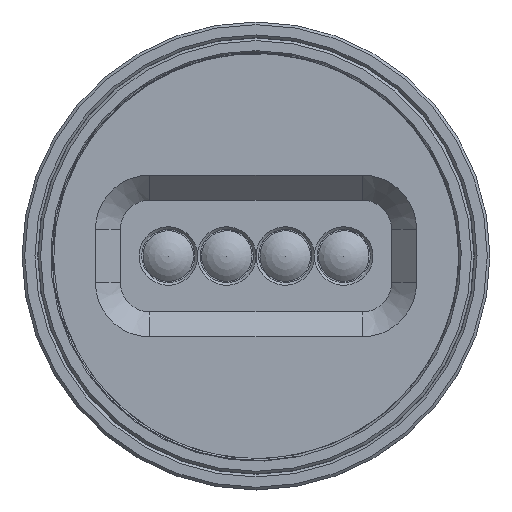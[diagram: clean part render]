
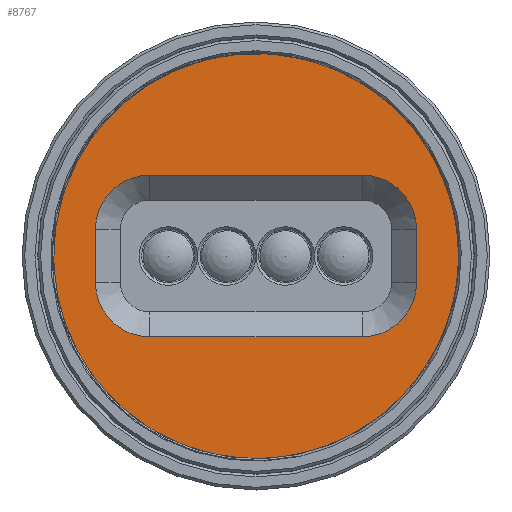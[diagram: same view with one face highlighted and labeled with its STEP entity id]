
A CAD part, top view. The second image highlights one B-rep face of the part: STEP entity #8767.
In plain terms, the highlighted planar face has unit normal (0, 0, 1).
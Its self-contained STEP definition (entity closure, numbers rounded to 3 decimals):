
#316=B_SPLINE_CURVE_WITH_KNOTS('',3,(#18682,#18683,#18684,#18685,#18686,
#18687,#18688),.UNSPECIFIED.,.F.,.F.,(4,1,1,1,4),(0.,
0.019,0.038,0.056,0.075),
 .UNSPECIFIED.);
#318=B_SPLINE_CURVE_WITH_KNOTS('',3,(#19100,#19101,#19102,#19103,#19104,
#19105,#19106),.UNSPECIFIED.,.F.,.F.,(4,1,1,1,4),(0.,0.019,
0.038,0.056,0.075),.UNSPECIFIED.);
#784=LINE('',#19125,#1364);
#785=LINE('',#19130,#1365);
#786=LINE('',#19134,#1366);
#787=LINE('',#19138,#1367);
#1364=VECTOR('',#12040,1000.);
#1365=VECTOR('',#12043,1000.);
#1366=VECTOR('',#12046,1000.);
#1367=VECTOR('',#12049,1000.);
#1913=PLANE('',#9760);
#3832=ORIENTED_EDGE('',*,*,#5350,.T.);
#3833=ORIENTED_EDGE('',*,*,#5351,.T.);
#3834=ORIENTED_EDGE('',*,*,#5352,.T.);
#3835=ORIENTED_EDGE('',*,*,#5353,.T.);
#3836=ORIENTED_EDGE('',*,*,#5354,.T.);
#3837=ORIENTED_EDGE('',*,*,#5355,.T.);
#3838=ORIENTED_EDGE('',*,*,#5356,.T.);
#3839=ORIENTED_EDGE('',*,*,#5357,.T.);
#3840=ORIENTED_EDGE('',*,*,#5347,.F.);
#3841=ORIENTED_EDGE('',*,*,#5341,.F.);
#3842=ORIENTED_EDGE('',*,*,#5345,.F.);
#5341=EDGE_CURVE('',#6238,#6240,#316,.T.);
#5345=EDGE_CURVE('',#6243,#6238,#318,.T.);
#5347=EDGE_CURVE('',#6240,#6243,#6781,.T.);
#5350=EDGE_CURVE('',#6245,#6246,#784,.T.);
#5351=EDGE_CURVE('',#6246,#6247,#6784,.F.);
#5352=EDGE_CURVE('',#6247,#6248,#785,.T.);
#5353=EDGE_CURVE('',#6248,#6249,#6785,.F.);
#5354=EDGE_CURVE('',#6249,#6250,#786,.T.);
#5355=EDGE_CURVE('',#6250,#6251,#6786,.F.);
#5356=EDGE_CURVE('',#6251,#6252,#787,.T.);
#5357=EDGE_CURVE('',#6252,#6245,#6787,.F.);
#6238=VERTEX_POINT('',#18680);
#6240=VERTEX_POINT('',#18689);
#6243=VERTEX_POINT('',#19099);
#6245=VERTEX_POINT('',#19126);
#6246=VERTEX_POINT('',#19127);
#6247=VERTEX_POINT('',#19129);
#6248=VERTEX_POINT('',#19131);
#6249=VERTEX_POINT('',#19133);
#6250=VERTEX_POINT('',#19135);
#6251=VERTEX_POINT('',#19137);
#6252=VERTEX_POINT('',#19139);
#6781=CIRCLE('',#9756,38.1);
#6784=CIRCLE('',#9761,10.2);
#6785=CIRCLE('',#9762,10.2);
#6786=CIRCLE('',#9763,10.2);
#6787=CIRCLE('',#9764,10.2);
#7452=EDGE_LOOP('',(#3832,#3833,#3834,#3835,#3836,#3837,#3838,#3839));
#7453=EDGE_LOOP('',(#3840,#3841,#3842));
#8157=FACE_BOUND('',#7452,.T.);
#8158=FACE_BOUND('',#7453,.T.);
#8767=ADVANCED_FACE('',(#8157,#8158),#1913,.T.);
#9756=AXIS2_PLACEMENT_3D('',#19119,#12030,#12031);
#9760=AXIS2_PLACEMENT_3D('',#19124,#12038,#12039);
#9761=AXIS2_PLACEMENT_3D('',#19128,#12041,#12042);
#9762=AXIS2_PLACEMENT_3D('',#19132,#12044,#12045);
#9763=AXIS2_PLACEMENT_3D('',#19136,#12047,#12048);
#9764=AXIS2_PLACEMENT_3D('',#19140,#12050,#12051);
#12030=DIRECTION('',(0.,0.,-1.));
#12031=DIRECTION('',(1.,0.,0.));
#12038=DIRECTION('',(0.,0.,1.));
#12039=DIRECTION('',(0.,-1.,0.));
#12040=DIRECTION('',(1.,0.,0.));
#12041=DIRECTION('',(0.,0.,1.));
#12042=DIRECTION('',(0.,-1.,0.));
#12043=DIRECTION('',(0.,-1.,0.));
#12044=DIRECTION('',(0.,0.,1.));
#12045=DIRECTION('',(0.,-1.,0.));
#12046=DIRECTION('',(-1.,0.,0.));
#12047=DIRECTION('',(0.,0.,1.));
#12048=DIRECTION('',(0.,-1.,0.));
#12049=DIRECTION('',(0.,1.,0.));
#12050=DIRECTION('',(0.,0.,1.));
#12051=DIRECTION('',(0.,-1.,0.));
#18680=CARTESIAN_POINT('',(38.506,0.,6.));
#18682=CARTESIAN_POINT('',(38.506,0.,6.));
#18683=CARTESIAN_POINT('',(38.474,-6.27,6.));
#18684=CARTESIAN_POINT('',(35.28,-18.78,6.));
#18685=CARTESIAN_POINT('',(22.231,-33.105,6.));
#18686=CARTESIAN_POINT('',(3.954,-39.576,6.));
#18687=CARTESIAN_POINT('',(-8.81,-37.63,6.));
#18688=CARTESIAN_POINT('',(-14.589,-35.196,6.));
#18689=CARTESIAN_POINT('',(-14.589,-35.196,6.));
#19099=CARTESIAN_POINT('',(-14.589,35.196,6.));
#19100=CARTESIAN_POINT('',(-14.589,35.196,6.));
#19101=CARTESIAN_POINT('',(-8.81,37.629,6.));
#19102=CARTESIAN_POINT('',(3.956,39.576,6.));
#19103=CARTESIAN_POINT('',(22.231,33.105,6.));
#19104=CARTESIAN_POINT('',(35.279,18.782,6.));
#19105=CARTESIAN_POINT('',(38.474,6.27,6.));
#19106=CARTESIAN_POINT('',(38.506,0.,6.));
#19119=CARTESIAN_POINT('',(0.,0.,6.));
#19124=CARTESIAN_POINT('',(0.,0.,6.));
#19125=CARTESIAN_POINT('',(0.,15.2,6.));
#19126=CARTESIAN_POINT('',(-20.,15.2,6.));
#19127=CARTESIAN_POINT('',(20.,15.2,6.));
#19128=CARTESIAN_POINT('',(20.,5.,6.));
#19129=CARTESIAN_POINT('',(30.2,5.,6.));
#19130=CARTESIAN_POINT('',(30.2,-5.,6.));
#19131=CARTESIAN_POINT('',(30.2,-5.,6.));
#19132=CARTESIAN_POINT('',(20.,-5.,6.));
#19133=CARTESIAN_POINT('',(20.,-15.2,6.));
#19134=CARTESIAN_POINT('',(0.,-15.2,6.));
#19135=CARTESIAN_POINT('',(-20.,-15.2,6.));
#19136=CARTESIAN_POINT('',(-20.,-5.,6.));
#19137=CARTESIAN_POINT('',(-30.2,-5.,6.));
#19138=CARTESIAN_POINT('',(-30.2,0.,6.));
#19139=CARTESIAN_POINT('',(-30.2,5.,6.));
#19140=CARTESIAN_POINT('',(-20.,5.,6.));
